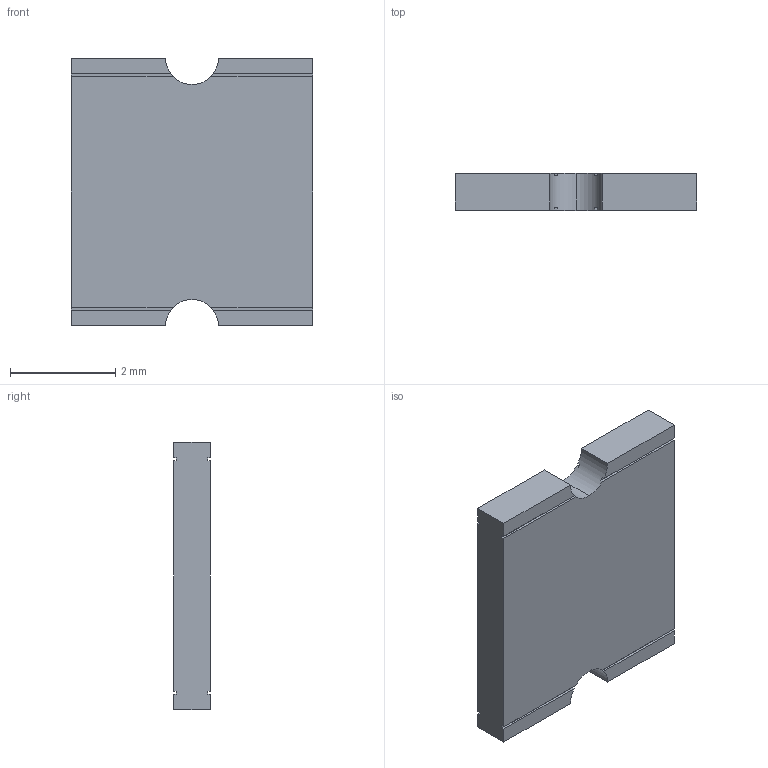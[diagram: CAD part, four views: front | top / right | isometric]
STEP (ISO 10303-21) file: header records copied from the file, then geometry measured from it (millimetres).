
FILE_DESCRIPTION(('STEP AP242'),'1');
FILE_NAME('mf-smdf150-2.stp','2022-07-11T12:11:58',('TraceParts'),('TraceParts S.A.'),'Spatial InterOp 3D',' ',' ');
FILE_SCHEMA(('AP242_MANAGED_MODEL_BASED_3D_ENGINEERING_MIM_LF {1 0 10303 442 1 1 4}'));
Length unit declared in the file: millimetre
Products named in the file (1): mf-smdf150-2
Bounding box: 4.58 x 0.7 x 5.08 mm (x, y, z)
Volume: 15.7 mm3; surface area: 60.7 mm2
Topology: 1 solids, 1 shells, 44 faces, 126 edges, 84 vertices
Faces by surface type: plane 40, cylinder 4
Entity records: 1449 total; most frequent: CARTESIAN_POINT 255, ORIENTED_EDGE 252, DIRECTION 240, EDGE_CURVE 126, LINE 102, VECTOR 102, VERTEX_POINT 84, AXIS2_PLACEMENT_3D 69
